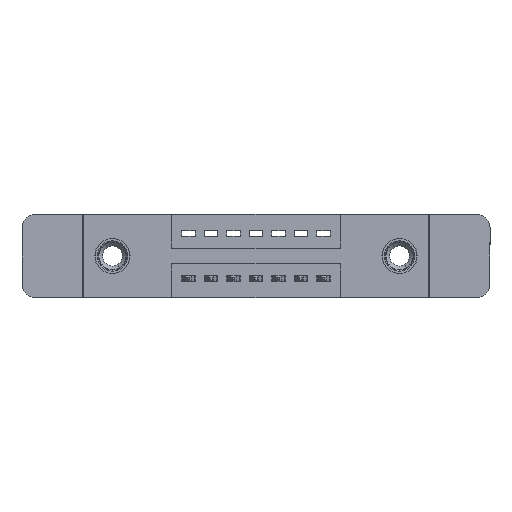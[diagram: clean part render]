
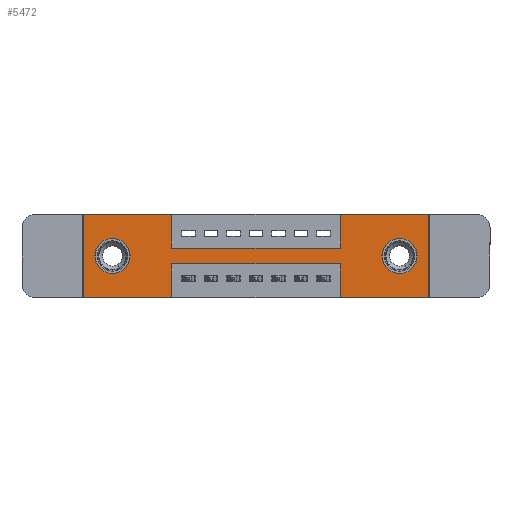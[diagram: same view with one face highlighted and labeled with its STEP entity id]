
A CAD part, front view. The second image highlights one B-rep face of the part: STEP entity #5472.
In plain terms, the highlighted planar face has unit normal (0, -1, 0).
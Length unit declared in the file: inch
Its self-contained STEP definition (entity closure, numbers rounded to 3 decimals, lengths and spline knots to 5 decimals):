
#51 = DIRECTION ( 'NONE',  ( -1., 0., 0. ) ) ;
#97 = CIRCLE ( 'NONE', #5627, 0.078 ) ;
#122 = CARTESIAN_POINT ( 'NONE',  ( 0., 0., 0. ) ) ;
#329 = ORIENTED_EDGE ( 'NONE', *, *, #7765, .T. ) ;
#455 = VECTOR ( 'NONE', #12709, 39.37008 ) ;
#463 = VERTEX_POINT ( 'NONE', #4980 ) ;
#498 = DIRECTION ( 'NONE',  ( 1., 0., 0. ) ) ;
#636 = EDGE_CURVE ( 'NONE', #4905, #14825, #13000, .T. ) ;
#847 = ORIENTED_EDGE ( 'NONE', *, *, #12977, .F. ) ;
#849 = CARTESIAN_POINT ( 'NONE',  ( 0.13, 0., -0.185 ) ) ;
#857 = DIRECTION ( 'NONE',  ( 0., 0., 1. ) ) ;
#924 = ORIENTED_EDGE ( 'NONE', *, *, #933, .F. ) ;
#933 = EDGE_CURVE ( 'NONE', #7098, #13674, #7702, .T. ) ;
#948 = VERTEX_POINT ( 'NONE', #8657 ) ;
#1257 = EDGE_LOOP ( 'NONE', ( #11104, #847, #6107, #2130, #13406, #7297, #14596, #7358, #8609, #11779, #11831, #924 ) ) ;
#1262 = EDGE_CURVE ( 'NONE', #948, #11826, #9508, .T. ) ;
#1457 = EDGE_CURVE ( 'NONE', #4048, #7098, #13355, .T. ) ;
#1879 = DIRECTION ( 'NONE',  ( 0., 1., 0. ) ) ;
#1967 = VECTOR ( 'NONE', #12855, 39.37008 ) ;
#1983 = ORIENTED_EDGE ( 'NONE', *, *, #11610, .T. ) ;
#2037 = CARTESIAN_POINT ( 'NONE',  ( 0.13, 0., -0.263 ) ) ;
#2130 = ORIENTED_EDGE ( 'NONE', *, *, #636, .F. ) ;
#2140 = EDGE_CURVE ( 'NONE', #9485, #8263, #14422, .T. ) ;
#2250 = CARTESIAN_POINT ( 'NONE',  ( 0.3925, 0., 0. ) ) ;
#2307 = EDGE_CURVE ( 'NONE', #13674, #948, #5072, .T. ) ;
#2660 = CARTESIAN_POINT ( 'NONE',  ( 0., 0., -0.37 ) ) ;
#2681 = EDGE_CURVE ( 'NONE', #8263, #11577, #14058, .T. ) ;
#2727 = DIRECTION ( 'NONE',  ( 0., -1., 0. ) ) ;
#2831 = FACE_BOUND ( 'NONE', #12808, .T. ) ;
#2840 = VERTEX_POINT ( 'NONE', #4732 ) ;
#2847 = LINE ( 'NONE', #6133, #3756 ) ;
#2878 = CARTESIAN_POINT ( 'NONE',  ( 1.405, 0., -0.185 ) ) ;
#3028 = CARTESIAN_POINT ( 'NONE',  ( 1.1425, 0., 0. ) ) ;
#3205 = LINE ( 'NONE', #2250, #455 ) ;
#3221 = VECTOR ( 'NONE', #9402, 39.37008 ) ;
#3239 = CARTESIAN_POINT ( 'NONE',  ( 0., 0., -0.37 ) ) ;
#3481 = CIRCLE ( 'NONE', #7356, 0.078 ) ;
#3756 = VECTOR ( 'NONE', #51, 39.37008 ) ;
#4048 = VERTEX_POINT ( 'NONE', #13516 ) ;
#4341 = CIRCLE ( 'NONE', #14655, 0.078 ) ;
#4732 = CARTESIAN_POINT ( 'NONE',  ( 1.535, 0., 0. ) ) ;
#4733 = DIRECTION ( 'NONE',  ( 0., 0., -1. ) ) ;
#4799 = VERTEX_POINT ( 'NONE', #2037 ) ;
#4905 = VERTEX_POINT ( 'NONE', #11312 ) ;
#4980 = CARTESIAN_POINT ( 'NONE',  ( 1.405, 0., -0.263 ) ) ;
#5072 = LINE ( 'NONE', #8192, #1967 ) ;
#5085 = DIRECTION ( 'NONE',  ( 0., 0., 1. ) ) ;
#5190 = DIRECTION ( 'NONE',  ( 0., 0., -1. ) ) ;
#5229 = DIRECTION ( 'NONE',  ( 0., 0., -1. ) ) ;
#5472 = ADVANCED_FACE ( 'NONE', ( #5928, #2831, #9421 ), #11852, .T. ) ;
#5573 = VECTOR ( 'NONE', #7650, 39.37008 ) ;
#5627 = AXIS2_PLACEMENT_3D ( 'NONE', #10085, #13764, #857 ) ;
#5727 = DIRECTION ( 'NONE',  ( 0., 1., 0. ) ) ;
#5834 = VERTEX_POINT ( 'NONE', #11817 ) ;
#5928 = FACE_BOUND ( 'NONE', #7260, .T. ) ;
#6107 = ORIENTED_EDGE ( 'NONE', *, *, #13184, .F. ) ;
#6133 = CARTESIAN_POINT ( 'NONE',  ( 0.3925, 0., -0.22 ) ) ;
#6222 = VERTEX_POINT ( 'NONE', #8375 ) ;
#6259 = LINE ( 'NONE', #8218, #7188 ) ;
#7098 = VERTEX_POINT ( 'NONE', #11808 ) ;
#7131 = DIRECTION ( 'NONE',  ( 1., 0., 0. ) ) ;
#7188 = VECTOR ( 'NONE', #4733, 39.37008 ) ;
#7260 = EDGE_LOOP ( 'NONE', ( #8974, #1983 ) ) ;
#7277 = VECTOR ( 'NONE', #5085, 39.37008 ) ;
#7284 = DIRECTION ( 'NONE',  ( 0., 0., -1. ) ) ;
#7297 = ORIENTED_EDGE ( 'NONE', *, *, #12342, .F. ) ;
#7356 = AXIS2_PLACEMENT_3D ( 'NONE', #849, #1879, #13515 ) ;
#7358 = ORIENTED_EDGE ( 'NONE', *, *, #2140, .F. ) ;
#7650 = DIRECTION ( 'NONE',  ( 0., 0., 1. ) ) ;
#7702 = LINE ( 'NONE', #2660, #10816 ) ;
#7765 = EDGE_CURVE ( 'NONE', #4799, #6222, #3481, .T. ) ;
#7780 = CIRCLE ( 'NONE', #13879, 0.078 ) ;
#7853 = VECTOR ( 'NONE', #5190, 39.37008 ) ;
#7888 = CARTESIAN_POINT ( 'NONE',  ( 1.405, 0., -0.107 ) ) ;
#8042 = ORIENTED_EDGE ( 'NONE', *, *, #12129, .T. ) ;
#8165 = AXIS2_PLACEMENT_3D ( 'NONE', #13022, #2727, #7284 ) ;
#8192 = CARTESIAN_POINT ( 'NONE',  ( 0., 0., 0. ) ) ;
#8218 = CARTESIAN_POINT ( 'NONE',  ( 1.535, 0., 0. ) ) ;
#8263 = VERTEX_POINT ( 'NONE', #10871 ) ;
#8375 = CARTESIAN_POINT ( 'NONE',  ( 0.13, 0., -0.107 ) ) ;
#8549 = DIRECTION ( 'NONE',  ( -1., 0., 0. ) ) ;
#8572 = CARTESIAN_POINT ( 'NONE',  ( 1.1425, 0., 0. ) ) ;
#8609 = ORIENTED_EDGE ( 'NONE', *, *, #12837, .F. ) ;
#8657 = CARTESIAN_POINT ( 'NONE',  ( 0., 0., 0. ) ) ;
#8974 = ORIENTED_EDGE ( 'NONE', *, *, #13109, .T. ) ;
#9273 = LINE ( 'NONE', #122, #3221 ) ;
#9323 = VECTOR ( 'NONE', #7131, 39.37008 ) ;
#9402 = DIRECTION ( 'NONE',  ( 1., 0., 0. ) ) ;
#9421 = FACE_OUTER_BOUND ( 'NONE', #1257, .T. ) ;
#9485 = VERTEX_POINT ( 'NONE', #14195 ) ;
#9508 = LINE ( 'NONE', #13075, #9323 ) ;
#9893 = VECTOR ( 'NONE', #11478, 39.37008 ) ;
#10040 = DIRECTION ( 'NONE',  ( 0., 0., -1. ) ) ;
#10085 = CARTESIAN_POINT ( 'NONE',  ( 0.13, 0., -0.185 ) ) ;
#10445 = CARTESIAN_POINT ( 'NONE',  ( 1.405, 0., -0.185 ) ) ;
#10816 = VECTOR ( 'NONE', #8549, 39.37008 ) ;
#10871 = CARTESIAN_POINT ( 'NONE',  ( 1.1425, 0., -0.15 ) ) ;
#11071 = DIRECTION ( 'NONE',  ( 0., 1., 0. ) ) ;
#11104 = ORIENTED_EDGE ( 'NONE', *, *, #1457, .F. ) ;
#11312 = CARTESIAN_POINT ( 'NONE',  ( 1.535, 0., -0.37 ) ) ;
#11478 = DIRECTION ( 'NONE',  ( -1., 0., 0. ) ) ;
#11577 = VERTEX_POINT ( 'NONE', #3028 ) ;
#11610 = EDGE_CURVE ( 'NONE', #463, #14620, #4341, .T. ) ;
#11779 = ORIENTED_EDGE ( 'NONE', *, *, #1262, .F. ) ;
#11808 = CARTESIAN_POINT ( 'NONE',  ( 0.3925, 0., -0.37 ) ) ;
#11817 = CARTESIAN_POINT ( 'NONE',  ( 1.1425, 0., -0.22 ) ) ;
#11826 = VERTEX_POINT ( 'NONE', #12991 ) ;
#11831 = ORIENTED_EDGE ( 'NONE', *, *, #2307, .F. ) ;
#11852 = PLANE ( 'NONE',  #8165 ) ;
#11860 = VECTOR ( 'NONE', #498, 39.37008 ) ;
#12129 = EDGE_CURVE ( 'NONE', #6222, #4799, #97, .T. ) ;
#12255 = CARTESIAN_POINT ( 'NONE',  ( 0.3925, 0., -0.37 ) ) ;
#12334 = CARTESIAN_POINT ( 'NONE',  ( 0.3925, 0., -0.15 ) ) ;
#12342 = EDGE_CURVE ( 'NONE', #11577, #2840, #9273, .T. ) ;
#12397 = CARTESIAN_POINT ( 'NONE',  ( 1.1425, 0., -0.37 ) ) ;
#12709 = DIRECTION ( 'NONE',  ( 0., 0., -1. ) ) ;
#12808 = EDGE_LOOP ( 'NONE', ( #8042, #329 ) ) ;
#12837 = EDGE_CURVE ( 'NONE', #11826, #9485, #3205, .T. ) ;
#12855 = DIRECTION ( 'NONE',  ( 0., 0., 1. ) ) ;
#12977 = EDGE_CURVE ( 'NONE', #5834, #4048, #2847, .T. ) ;
#12991 = CARTESIAN_POINT ( 'NONE',  ( 0.3925, 0., 0. ) ) ;
#13000 = LINE ( 'NONE', #3239, #9893 ) ;
#13022 = CARTESIAN_POINT ( 'NONE',  ( 0., 0., -0.37 ) ) ;
#13075 = CARTESIAN_POINT ( 'NONE',  ( 0., 0., 0. ) ) ;
#13109 = EDGE_CURVE ( 'NONE', #14620, #463, #7780, .T. ) ;
#13184 = EDGE_CURVE ( 'NONE', #14825, #5834, #13454, .T. ) ;
#13355 = LINE ( 'NONE', #12255, #7853 ) ;
#13406 = ORIENTED_EDGE ( 'NONE', *, *, #14385, .F. ) ;
#13409 = CARTESIAN_POINT ( 'NONE',  ( 0., 0., -0.37 ) ) ;
#13454 = LINE ( 'NONE', #12397, #5573 ) ;
#13515 = DIRECTION ( 'NONE',  ( 0., 0., 1. ) ) ;
#13516 = CARTESIAN_POINT ( 'NONE',  ( 0.3925, 0., -0.22 ) ) ;
#13674 = VERTEX_POINT ( 'NONE', #13409 ) ;
#13764 = DIRECTION ( 'NONE',  ( 0., 1., 0. ) ) ;
#13879 = AXIS2_PLACEMENT_3D ( 'NONE', #2878, #11071, #5229 ) ;
#14058 = LINE ( 'NONE', #8572, #7277 ) ;
#14195 = CARTESIAN_POINT ( 'NONE',  ( 0.3925, 0., -0.15 ) ) ;
#14385 = EDGE_CURVE ( 'NONE', #2840, #4905, #6259, .T. ) ;
#14422 = LINE ( 'NONE', #12334, #11860 ) ;
#14596 = ORIENTED_EDGE ( 'NONE', *, *, #2681, .F. ) ;
#14620 = VERTEX_POINT ( 'NONE', #7888 ) ;
#14655 = AXIS2_PLACEMENT_3D ( 'NONE', #10445, #5727, #10040 ) ;
#14825 = VERTEX_POINT ( 'NONE', #14976 ) ;
#14976 = CARTESIAN_POINT ( 'NONE',  ( 1.1425, 0., -0.37 ) ) ;
